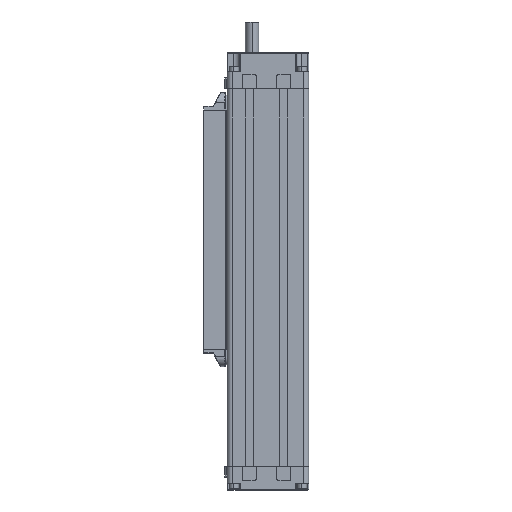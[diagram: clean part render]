
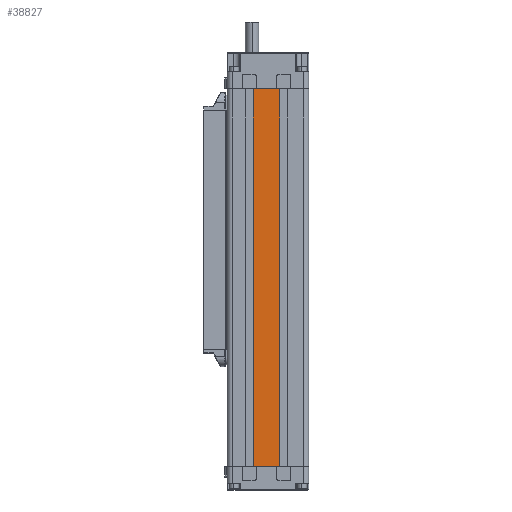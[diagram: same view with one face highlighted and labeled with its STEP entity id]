
A CAD part, left-side view. The second image highlights one B-rep face of the part: STEP entity #38827.
In plain terms, the highlighted planar face has unit normal (-1, 0, 0).
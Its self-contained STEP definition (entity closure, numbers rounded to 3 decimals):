
#394 = AXIS2_PLACEMENT_3D ( 'NONE', #33836, #38560, #29107 ) ;
#901 = VECTOR ( 'NONE', #8758, 1000. ) ;
#4890 = CARTESIAN_POINT ( 'NONE',  ( -40., -12.4, -197. ) ) ;
#6614 = VERTEX_POINT ( 'NONE', #13340 ) ;
#8758 = DIRECTION ( 'NONE',  ( 0., -1., 0. ) ) ;
#8965 = VECTOR ( 'NONE', #33590, 1000. ) ;
#10285 = ORIENTED_EDGE ( 'NONE', *, *, #15824, .F. ) ;
#11084 = VERTEX_POINT ( 'NONE', #32110 ) ;
#11175 = VERTEX_POINT ( 'NONE', #4890 ) ;
#11898 = FACE_OUTER_BOUND ( 'NONE', #18896, .T. ) ;
#11935 = ORIENTED_EDGE ( 'NONE', *, *, #45673, .F. ) ;
#13340 = CARTESIAN_POINT ( 'NONE',  ( -40., -12.4, 197. ) ) ;
#14917 = LINE ( 'NONE', #29164, #8965 ) ;
#15824 = EDGE_CURVE ( 'NONE', #6614, #11175, #14917, .T. ) ;
#16986 = LINE ( 'NONE', #21722, #901 ) ;
#18896 = EDGE_LOOP ( 'NONE', ( #11935, #53182, #39899, #10285 ) ) ;
#21722 = CARTESIAN_POINT ( 'NONE',  ( -40., 42.5, 197. ) ) ;
#27502 = CARTESIAN_POINT ( 'NONE',  ( -40., 15.4, 197. ) ) ;
#29107 = DIRECTION ( 'NONE',  ( 0., 1., 0. ) ) ;
#29164 = CARTESIAN_POINT ( 'NONE',  ( -40., -12.4, 3500. ) ) ;
#30435 = LINE ( 'NONE', #35138, #57179 ) ;
#31906 = VECTOR ( 'NONE', #46017, 1000. ) ;
#32110 = CARTESIAN_POINT ( 'NONE',  ( -40., 15.4, -197. ) ) ;
#33023 = LINE ( 'NONE', #41281, #31906 ) ;
#33590 = DIRECTION ( 'NONE',  ( 0., 0., -1. ) ) ;
#33836 = CARTESIAN_POINT ( 'NONE',  ( -40., 15.4, 3500. ) ) ;
#35138 = CARTESIAN_POINT ( 'NONE',  ( -40., 42.5, -197. ) ) ;
#38560 = DIRECTION ( 'NONE',  ( 1., 0., 0. ) ) ;
#38827 = ADVANCED_FACE ( 'NONE', ( #11898 ), #43539, .F. ) ;
#39899 = ORIENTED_EDGE ( 'NONE', *, *, #57157, .F. ) ;
#41281 = CARTESIAN_POINT ( 'NONE',  ( -40., 15.4, 3500. ) ) ;
#43539 = PLANE ( 'NONE',  #394 ) ;
#44273 = EDGE_CURVE ( 'NONE', #58125, #11084, #33023, .T. ) ;
#44571 = DIRECTION ( 'NONE',  ( 0., 1., 0. ) ) ;
#45673 = EDGE_CURVE ( 'NONE', #58125, #6614, #16986, .T. ) ;
#46017 = DIRECTION ( 'NONE',  ( 0., 0., -1. ) ) ;
#53182 = ORIENTED_EDGE ( 'NONE', *, *, #44273, .T. ) ;
#57157 = EDGE_CURVE ( 'NONE', #11175, #11084, #30435, .T. ) ;
#57179 = VECTOR ( 'NONE', #44571, 1000. ) ;
#58125 = VERTEX_POINT ( 'NONE', #27502 ) ;
